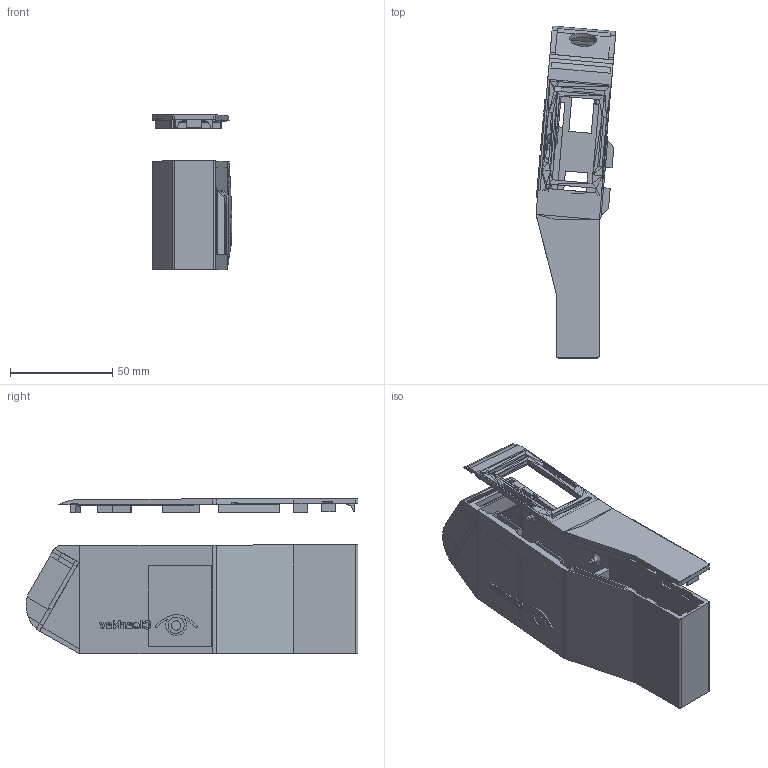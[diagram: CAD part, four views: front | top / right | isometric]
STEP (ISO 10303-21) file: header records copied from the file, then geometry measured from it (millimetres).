
FILE_DESCRIPTION(/* description */ (''),/* implementation_level */ '2;1');
FILE_NAME(/* name */ 'Body Design v166.step',/* time_stamp */ '2022-09-08T21:41:05-07:00',/* author */ (''),/* organization */ (''),/* preprocessor_version */ 'ST-DEVELOPER v19',/* originating_system */ 'Autodesk Translation Framework v11.7.0.108',/* authorisation */ '');
FILE_SCHEMA (('AUTOMOTIVE_DESIGN { 1 0 10303 214 3 1 1 }'));
Length unit declared in the file: millimetre
Products named in the file (16): Body Design; Slide Joint Device Side; Device Connector; CM4 Holder In Design; GPS holder in Design; GPS Holder; CM4 Holder Body; Battery - CM4 Connector; Camera Holder in Design; Camera Holder; Powerboost Holder in Design; Camera Holder_1; Battery Holder; Top Lid; Button Board Bottom; Logo
Assembly tree (15 placements, depth 3):
  Body Design
    Slide Joint Device Side
      Device Connector
    CM4 Holder In Design
    GPS holder in Design
      GPS Holder
    CM4 Holder Body
      Battery - CM4 Connector
    Camera Holder in Design
      Camera Holder
    Powerboost Holder in Design
    Camera Holder_1
    Battery Holder
    Top Lid
      Button Board Bottom
    Logo
Bounding box: 38.97 x 162.08 x 75.87 mm (x, y, z)
Volume: 84484.2 mm3; surface area: 85438 mm2
Topology: 31 solids, 31 shells, 994 faces, 2476 edges, 1528 vertices
Faces by surface type: plane 761, bspline 144, cylinder 67, torus 18, sphere 4
Full cylindrical faces by diameter (mm): 1.4 x4, 1.9 x6, 2.1 x4, 13.25 x1
Entity records: 31319 total; most frequent: CARTESIAN_POINT 8471, ORIENTED_EDGE 4942, DIRECTION 4187, EDGE_CURVE 2471, LINE 1941, VECTOR 1941, VERTEX_POINT 1528, AXIS2_PLACEMENT_3D 1123
